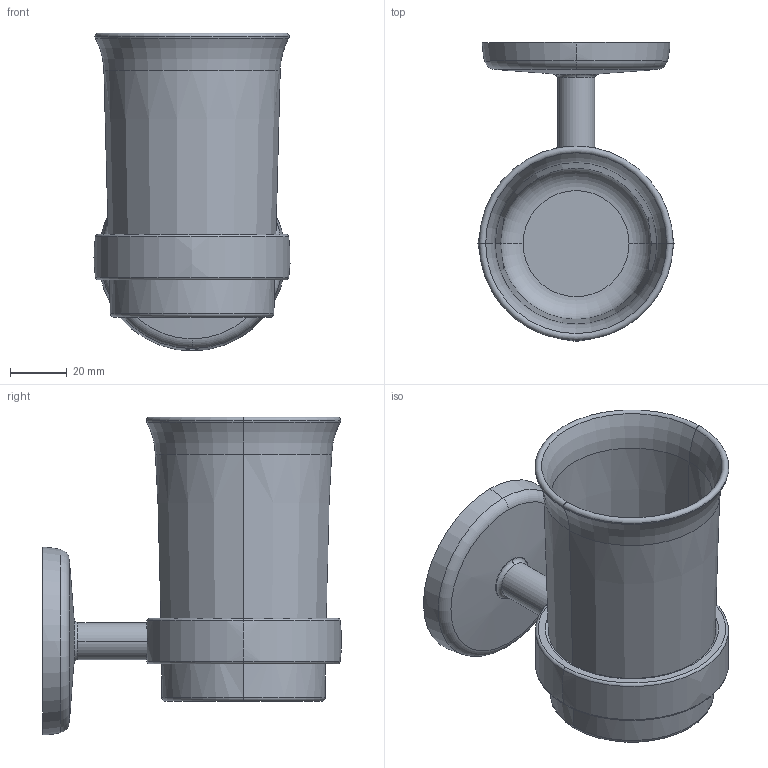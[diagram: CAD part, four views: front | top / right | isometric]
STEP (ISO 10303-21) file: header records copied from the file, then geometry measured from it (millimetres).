
FILE_DESCRIPTION((''),'2;1');
FILE_NAME('0313_WEB','2010-09-28T',('project'),(''),'PRO/ENGINEER BY PARAMETRIC TECHNOLOGY CORPORATION, 2009300','PRO/ENGINEER BY PARAMETRIC TECHNOLOGY CORPORATION, 2009300','');
FILE_SCHEMA(('CONFIG_CONTROL_DESIGN'));
Length unit declared in the file: inch
Products named in the file (1): 0313_WEB
Bounding box: 68.94 x 105.12 x 111.82 mm (x, y, z)
Volume: 95480.3 mm3; surface area: 59154 mm2
Topology: 3 solids, 4 shells, 397 faces, 1057 edges, 684 vertices
Faces by surface type: cylinder 176, plane 126, torus 43, bspline 30, sphere 12, cone 10
Entity records: 14555 total; most frequent: CARTESIAN_POINT 4875, ORIENTED_EDGE 2102, DIRECTION 1942, EDGE_CURVE 1051, AXIS2_PLACEMENT_3D 792, VERTEX_POINT 684, EDGE_LOOP 429, CIRCLE 425
